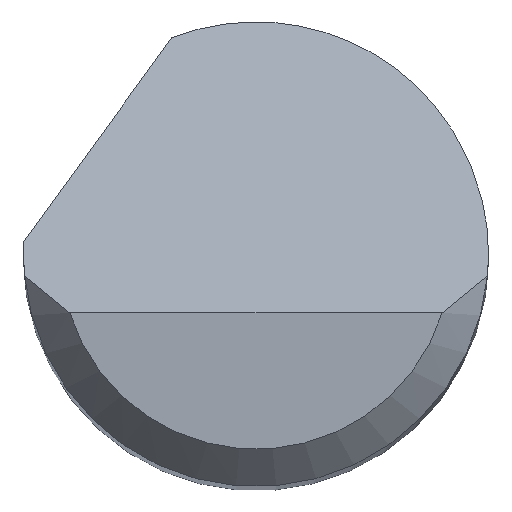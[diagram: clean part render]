
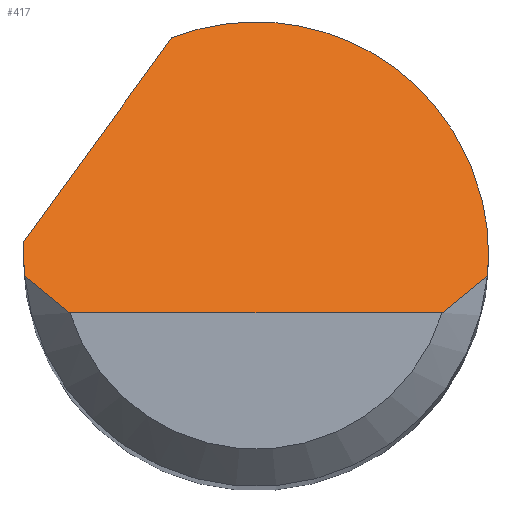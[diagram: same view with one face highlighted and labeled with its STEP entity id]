
A CAD part, top view. The second image highlights one B-rep face of the part: STEP entity #417.
In plain terms, the highlighted planar face has unit normal (0, 0.707, 0.707).
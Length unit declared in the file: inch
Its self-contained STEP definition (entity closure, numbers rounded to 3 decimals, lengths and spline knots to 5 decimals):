
#11 = ORIENTED_EDGE ( 'NONE', *, *, #289, .T. ) ;
#30 = VERTEX_POINT ( 'NONE', #280 ) ;
#34 = CARTESIAN_POINT ( 'NONE',  ( -0.03394, 0.08739, 1.38886 ) ) ;
#70 = CARTESIAN_POINT ( 'NONE',  ( 0.09375, 0., 1.47625 ) ) ;
#71 = EDGE_LOOP ( 'NONE', ( #226, #505, #583, #806, #439, #253, #297, #11 ) ) ;
#89 = CARTESIAN_POINT ( 'NONE',  ( -0.09361, -0.00584, 1.48209 ) ) ;
#107 = EDGE_CURVE ( 'NONE', #623, #456, #777, .T. ) ;
#110 = CARTESIAN_POINT ( 'NONE',  ( 0.09334, -0.00875, 1.485 ) ) ;
#136 = EDGE_CURVE ( 'NONE', #410, #464, #590, .T. ) ;
#171 =( BOUNDED_CURVE ( )  B_SPLINE_CURVE ( 3, ( #252, #770, #376, #110 ),
 .UNSPECIFIED., .F., .F. ) 
 B_SPLINE_CURVE_WITH_KNOTS ( ( 4, 4 ),
 ( 1.5708, 1.66427 ),
 .UNSPECIFIED. ) 
 CURVE ( )  GEOMETRIC_REPRESENTATION_ITEM ( )  RATIONAL_B_SPLINE_CURVE ( ( 1., 0.999, 0.999, 1. ) ) 
 REPRESENTATION_ITEM ( '' )  );
#182 = LINE ( 'NONE', #232, #395 ) ;
#186 = DIRECTION ( 'NONE',  ( 1., 0., 0. ) ) ;
#223 = CARTESIAN_POINT ( 'NONE',  ( -0.07508, -0.02375, 1.5 ) ) ;
#226 = ORIENTED_EDGE ( 'NONE', *, *, #478, .T. ) ;
#232 = CARTESIAN_POINT ( 'NONE',  ( -0.11014, -0.01781, 1.49406 ) ) ;
#237 = PLANE ( 'NONE',  #264 ) ;
#244 = CARTESIAN_POINT ( 'NONE',  ( -0.09375, 0.00167, 1.47458 ) ) ;
#252 = CARTESIAN_POINT ( 'NONE',  ( 0.09375, 0., 1.47625 ) ) ;
#253 = ORIENTED_EDGE ( 'NONE', *, *, #107, .F. ) ;
#264 = AXIS2_PLACEMENT_3D ( 'NONE', #306, #299, #441 ) ;
#272 = CARTESIAN_POINT ( 'NONE',  ( 0.08157, -0.019, 1.49525 ) ) ;
#280 = CARTESIAN_POINT ( 'NONE',  ( 0.07508, -0.02375, 1.5 ) ) ;
#289 = EDGE_CURVE ( 'NONE', #613, #343, #541, .T. ) ;
#292 = CARTESIAN_POINT ( 'NONE',  ( -0.09334, -0.00875, 1.485 ) ) ;
#297 = ORIENTED_EDGE ( 'NONE', *, *, #356, .F. ) ;
#299 = DIRECTION ( 'NONE',  ( 0., -0.707, -0.707 ) ) ;
#306 = CARTESIAN_POINT ( 'NONE',  ( -0.09375, -0.02375, 1.5 ) ) ;
#343 = VERTEX_POINT ( 'NONE', #223 ) ;
#346 = CARTESIAN_POINT ( 'NONE',  ( -0.09334, -0.00875, 1.485 ) ) ;
#356 = EDGE_CURVE ( 'NONE', #613, #623, #861, .T. ) ;
#358 = CARTESIAN_POINT ( 'NONE',  ( -0.09375, -0.00292, 1.47917 ) ) ;
#365 = CARTESIAN_POINT ( 'NONE',  ( -0.08761, -0.01397, 1.49022 ) ) ;
#368 = CARTESIAN_POINT ( 'NONE',  ( 0.09334, -0.00875, 1.485 ) ) ;
#376 = CARTESIAN_POINT ( 'NONE',  ( 0.09361, -0.00584, 1.48209 ) ) ;
#383 = EDGE_CURVE ( 'NONE', #456, #410, #182, .T. ) ;
#395 = VECTOR ( 'NONE', #641, 39.37008 ) ;
#405 = LINE ( 'NONE', #856, #716 ) ;
#410 = VERTEX_POINT ( 'NONE', #34 ) ;
#417 = ADVANCED_FACE ( 'NONE', ( #841 ), #237, .F. ) ;
#434 = CARTESIAN_POINT ( 'NONE',  ( -0.09375, 0., 1.47625 ) ) ;
#439 = ORIENTED_EDGE ( 'NONE', *, *, #383, .F. ) ;
#441 = DIRECTION ( 'NONE',  ( 0., 0.707, -0.707 ) ) ;
#443 = EDGE_CURVE ( 'NONE', #464, #731, #171, .T. ) ;
#456 = VERTEX_POINT ( 'NONE', #507 ) ;
#464 = VERTEX_POINT ( 'NONE', #662 ) ;
#478 = EDGE_CURVE ( 'NONE', #343, #30, #405, .T. ) ;
#483 = CARTESIAN_POINT ( 'NONE',  ( -0.09334, -0.00875, 1.485 ) ) ;
#489 = CARTESIAN_POINT ( 'NONE',  ( -0.09375, 0., 1.47625 ) ) ;
#500 = CARTESIAN_POINT ( 'NONE',  ( -0.09362, 0.005, 1.47125 ) ) ;
#505 = ORIENTED_EDGE ( 'NONE', *, *, #855, .T. ) ;
#507 = CARTESIAN_POINT ( 'NONE',  ( -0.09362, 0.005, 1.47125 ) ) ;
#541 = B_SPLINE_CURVE_WITH_KNOTS ( 'NONE', 3,
 ( #346, #365, #622, #683 ),
 .UNSPECIFIED., .F., .F.,
 ( 4, 4 ),
 ( 0., 0.00071 ),
 .UNSPECIFIED. ) ;
#544 = CARTESIAN_POINT ( 'NONE',  ( -0.09375, 0., 1.47625 ) ) ;
#569 = B_SPLINE_CURVE_WITH_KNOTS ( 'NONE', 3,
 ( #665, #272, #588, #593 ),
 .UNSPECIFIED., .F., .F.,
 ( 4, 4 ),
 ( 0., 0.00071 ),
 .UNSPECIFIED. ) ;
#583 = ORIENTED_EDGE ( 'NONE', *, *, #443, .F. ) ;
#586 = CARTESIAN_POINT ( 'NONE',  ( 0.03379, 0.11369, 1.36256 ) ) ;
#588 = CARTESIAN_POINT ( 'NONE',  ( 0.08761, -0.01397, 1.49022 ) ) ;
#590 =( BOUNDED_CURVE ( )  B_SPLINE_CURVE ( 3, ( #801, #586, #591, #70 ),
 .UNSPECIFIED., .F., .F. ) 
 B_SPLINE_CURVE_WITH_KNOTS ( ( 4, 4 ),
 ( 5.91277, 7.85398 ),
 .UNSPECIFIED. ) 
 CURVE ( )  GEOMETRIC_REPRESENTATION_ITEM ( )  RATIONAL_B_SPLINE_CURVE ( ( 1., 0.71, 0.71, 1. ) ) 
 REPRESENTATION_ITEM ( '' )  );
#591 = CARTESIAN_POINT ( 'NONE',  ( 0.09375, 0.07266, 1.40359 ) ) ;
#593 = CARTESIAN_POINT ( 'NONE',  ( 0.09334, -0.00875, 1.485 ) ) ;
#613 = VERTEX_POINT ( 'NONE', #292 ) ;
#622 = CARTESIAN_POINT ( 'NONE',  ( -0.08157, -0.019, 1.49525 ) ) ;
#623 = VERTEX_POINT ( 'NONE', #544 ) ;
#641 = DIRECTION ( 'NONE',  ( 0.456, 0.629, -0.629 ) ) ;
#662 = CARTESIAN_POINT ( 'NONE',  ( 0.09375, 0., 1.47625 ) ) ;
#665 = CARTESIAN_POINT ( 'NONE',  ( 0.07508, -0.02375, 1.5 ) ) ;
#683 = CARTESIAN_POINT ( 'NONE',  ( -0.07508, -0.02375, 1.5 ) ) ;
#711 = CARTESIAN_POINT ( 'NONE',  ( -0.09371, 0.00333, 1.47292 ) ) ;
#716 = VECTOR ( 'NONE', #186, 39.37008 ) ;
#731 = VERTEX_POINT ( 'NONE', #368 ) ;
#770 = CARTESIAN_POINT ( 'NONE',  ( 0.09375, -0.00292, 1.47917 ) ) ;
#777 =( BOUNDED_CURVE ( )  B_SPLINE_CURVE ( 3, ( #434, #244, #711, #500 ),
 .UNSPECIFIED., .F., .F. ) 
 B_SPLINE_CURVE_WITH_KNOTS ( ( 4, 4 ),
 ( 4.71239, 4.76575 ),
 .UNSPECIFIED. ) 
 CURVE ( )  GEOMETRIC_REPRESENTATION_ITEM ( )  RATIONAL_B_SPLINE_CURVE ( ( 1., 1., 1., 1. ) ) 
 REPRESENTATION_ITEM ( '' )  );
#801 = CARTESIAN_POINT ( 'NONE',  ( -0.03394, 0.08739, 1.38886 ) ) ;
#806 = ORIENTED_EDGE ( 'NONE', *, *, #136, .F. ) ;
#841 = FACE_OUTER_BOUND ( 'NONE', #71, .T. ) ;
#855 = EDGE_CURVE ( 'NONE', #30, #731, #569, .T. ) ;
#856 = CARTESIAN_POINT ( 'NONE',  ( 0., -0.02375, 1.5 ) ) ;
#861 =( BOUNDED_CURVE ( )  B_SPLINE_CURVE ( 3, ( #483, #89, #358, #489 ),
 .UNSPECIFIED., .F., .F. ) 
 B_SPLINE_CURVE_WITH_KNOTS ( ( 4, 4 ),
 ( 4.61892, 4.71239 ),
 .UNSPECIFIED. ) 
 CURVE ( )  GEOMETRIC_REPRESENTATION_ITEM ( )  RATIONAL_B_SPLINE_CURVE ( ( 1., 0.999, 0.999, 1. ) ) 
 REPRESENTATION_ITEM ( '' )  );
